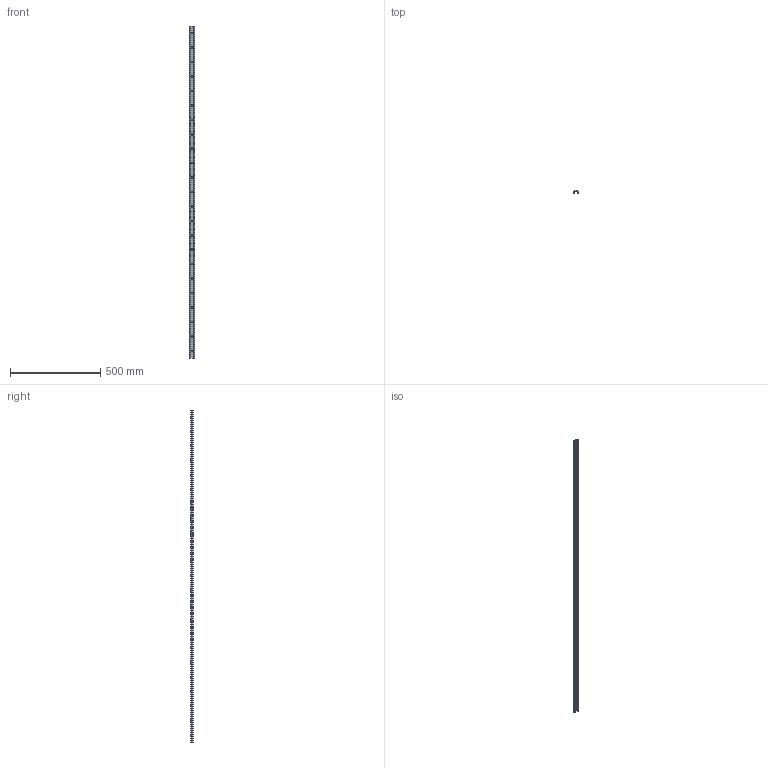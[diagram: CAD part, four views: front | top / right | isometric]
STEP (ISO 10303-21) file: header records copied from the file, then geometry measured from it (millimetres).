
FILE_DESCRIPTION (( 'STEP AP214' ), '1' );
FILE_NAME ('S-LBX 30-1840.STEP', '2023-11-14T11:08:16', ( '' ), ( '' ), 'SwSTEP 2.0', 'SolidWorks 2020', '' );
FILE_SCHEMA (( 'AUTOMOTIVE_DESIGN' ));
Length unit declared in the file: millimetre
Products named in the file (1): S-LBX 30-1840
Bounding box: 29.48 x 15 x 1840 mm (x, y, z)
Volume: 210505.4 mm3; surface area: 179181.2 mm2
Topology: 1 solids, 1 shells, 139 faces, 411 edges, 274 vertices
Faces by surface type: cylinder 79, plane 60
Entity records: 4829 total; most frequent: DIRECTION 849, CARTESIAN_POINT 825, ORIENTED_EDGE 822, EDGE_CURVE 411, AXIS2_PLACEMENT_3D 298, VERTEX_POINT 274, VECTOR 253, LINE 253
